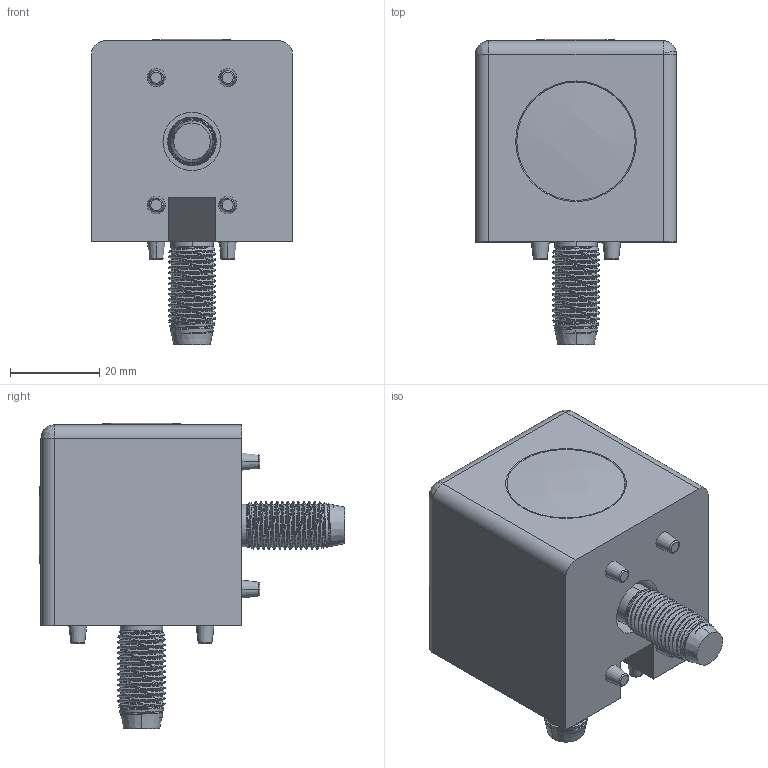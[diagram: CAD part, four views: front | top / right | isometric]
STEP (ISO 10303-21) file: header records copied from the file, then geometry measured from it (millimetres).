
FILE_DESCRIPTION (( 'STEP AP203' ), '1' );
FILE_NAME ('093ww453n10rs.STEP', '2014-02-12T14:10:09', ( 'Fath' ), ( 'Hewlett-Packard Company' ), 'SwSTEP 2.0', 'SolidWorks 2014', '' );
FILE_SCHEMA (( 'CONFIG_CONTROL_DESIGN' ));
Length unit declared in the file: millimetre
Products named in the file (1): 093ww453n10rs
Bounding box: 45 x 68.36 x 68.34 mm (x, y, z)
Volume: 73900.5 mm3; surface area: 23710.7 mm2
Topology: 5 solids, 5 shells, 436 faces, 1201 edges, 787 vertices
Faces by surface type: plane 153, cylinder 129, cone 87, bspline 67
Entity records: 23277 total; most frequent: CARTESIAN_POINT 13002, ORIENTED_EDGE 2398, DIRECTION 1881, EDGE_CURVE 1199, VERTEX_POINT 787, AXIS2_PLACEMENT_3D 724, EDGE_LOOP 456, FACE_OUTER_BOUND 436
